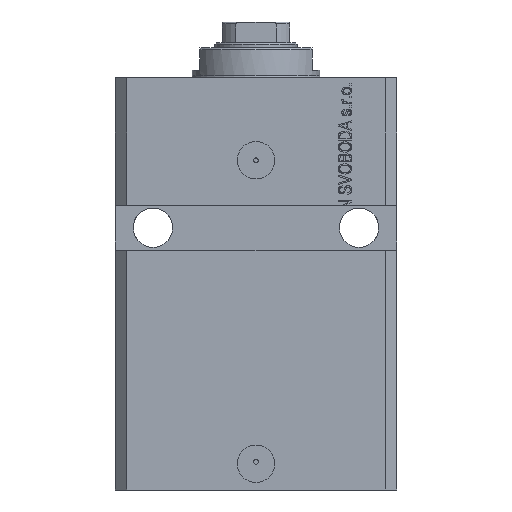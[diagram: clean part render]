
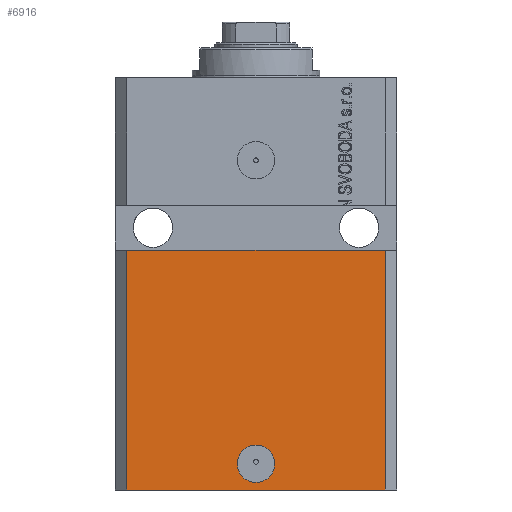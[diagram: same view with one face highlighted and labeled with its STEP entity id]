
A CAD part, front view. The second image highlights one B-rep face of the part: STEP entity #6916.
In plain terms, the highlighted planar face has unit normal (0, -1, 0).
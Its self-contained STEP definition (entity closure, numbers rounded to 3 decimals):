
#337 = CARTESIAN_POINT ( 'NONE',  ( 34.5, -27.5, -46. ) ) ;
#510 = CARTESIAN_POINT ( 'NONE',  ( -34.5, -27.5, -110. ) ) ;
#1398 = LINE ( 'NONE', #42233, #39041 ) ;
#2096 = LINE ( 'NONE', #510, #10497 ) ;
#2106 = LINE ( 'NONE', #34066, #5861 ) ;
#2168 = CARTESIAN_POINT ( 'NONE',  ( 5., -27.5, -103. ) ) ;
#2191 = EDGE_CURVE ( 'NONE', #11299, #41424, #16588, .T. ) ;
#2767 = AXIS2_PLACEMENT_3D ( 'NONE', #18089, #10513, #21174 ) ;
#3180 = CIRCLE ( 'NONE', #10757, 5. ) ;
#3432 = VERTEX_POINT ( 'NONE', #2168 ) ;
#4057 = ORIENTED_EDGE ( 'NONE', *, *, #8231, .F. ) ;
#4543 = DIRECTION ( 'NONE',  ( 1., 0., 0. ) ) ;
#5249 = CARTESIAN_POINT ( 'NONE',  ( 34.5, -27.5, -110. ) ) ;
#5861 = VECTOR ( 'NONE', #12531, 1000. ) ;
#6015 = EDGE_LOOP ( 'NONE', ( #36970, #9677, #6377, #42371 ) ) ;
#6377 = ORIENTED_EDGE ( 'NONE', *, *, #34908, .T. ) ;
#6916 = ADVANCED_FACE ( 'NONE', ( #12427, #26859 ), #18816, .T. ) ;
#8166 = CARTESIAN_POINT ( 'NONE',  ( -34.5, -27.5, -110. ) ) ;
#8231 = EDGE_CURVE ( 'NONE', #3432, #39324, #3180, .T. ) ;
#8900 = CARTESIAN_POINT ( 'NONE',  ( 34.5, -27.5, -110. ) ) ;
#9058 = VECTOR ( 'NONE', #23005, 1000. ) ;
#9677 = ORIENTED_EDGE ( 'NONE', *, *, #22228, .F. ) ;
#10497 = VECTOR ( 'NONE', #40736, 1000. ) ;
#10513 = DIRECTION ( 'NONE',  ( 0., -1., 0. ) ) ;
#10757 = AXIS2_PLACEMENT_3D ( 'NONE', #29393, #18514, #4543 ) ;
#10958 = VERTEX_POINT ( 'NONE', #15655 ) ;
#11082 = CIRCLE ( 'NONE', #2767, 5. ) ;
#11299 = VERTEX_POINT ( 'NONE', #8900 ) ;
#12427 = FACE_BOUND ( 'NONE', #18965, .T. ) ;
#12531 = DIRECTION ( 'NONE',  ( 1., 0., 0. ) ) ;
#15037 = DIRECTION ( 'NONE',  ( 0., 0., -1. ) ) ;
#15655 = CARTESIAN_POINT ( 'NONE',  ( -34.5, -27.5, -46. ) ) ;
#16588 = LINE ( 'NONE', #5249, #9058 ) ;
#18089 = CARTESIAN_POINT ( 'NONE',  ( 0., -27.5, -103. ) ) ;
#18514 = DIRECTION ( 'NONE',  ( 0., -1., 0. ) ) ;
#18816 = PLANE ( 'NONE',  #44772 ) ;
#18965 = EDGE_LOOP ( 'NONE', ( #4057, #27835 ) ) ;
#21174 = DIRECTION ( 'NONE',  ( 1., 0., 0. ) ) ;
#22228 = EDGE_CURVE ( 'NONE', #44784, #10958, #1398, .T. ) ;
#22982 = CARTESIAN_POINT ( 'NONE',  ( -34.5, -27.5, -110. ) ) ;
#23005 = DIRECTION ( 'NONE',  ( 0., 0., 1. ) ) ;
#26859 = FACE_OUTER_BOUND ( 'NONE', #6015, .T. ) ;
#27591 = EDGE_CURVE ( 'NONE', #10958, #41424, #2106, .T. ) ;
#27835 = ORIENTED_EDGE ( 'NONE', *, *, #29553, .F. ) ;
#29393 = CARTESIAN_POINT ( 'NONE',  ( 0., -27.5, -103. ) ) ;
#29553 = EDGE_CURVE ( 'NONE', #39324, #3432, #11082, .T. ) ;
#31817 = DIRECTION ( 'NONE',  ( 0., 0., 1. ) ) ;
#34066 = CARTESIAN_POINT ( 'NONE',  ( -37.5, -27.5, -46. ) ) ;
#34908 = EDGE_CURVE ( 'NONE', #44784, #11299, #2096, .T. ) ;
#36970 = ORIENTED_EDGE ( 'NONE', *, *, #27591, .F. ) ;
#39041 = VECTOR ( 'NONE', #31817, 1000. ) ;
#39324 = VERTEX_POINT ( 'NONE', #46539 ) ;
#40736 = DIRECTION ( 'NONE',  ( 1., 0., 0. ) ) ;
#41424 = VERTEX_POINT ( 'NONE', #337 ) ;
#42233 = CARTESIAN_POINT ( 'NONE',  ( -34.5, -27.5, -110. ) ) ;
#42371 = ORIENTED_EDGE ( 'NONE', *, *, #2191, .T. ) ;
#44372 = DIRECTION ( 'NONE',  ( 0., -1., 0. ) ) ;
#44772 = AXIS2_PLACEMENT_3D ( 'NONE', #8166, #44372, #15037 ) ;
#44784 = VERTEX_POINT ( 'NONE', #22982 ) ;
#46539 = CARTESIAN_POINT ( 'NONE',  ( -5., -27.5, -103. ) ) ;
